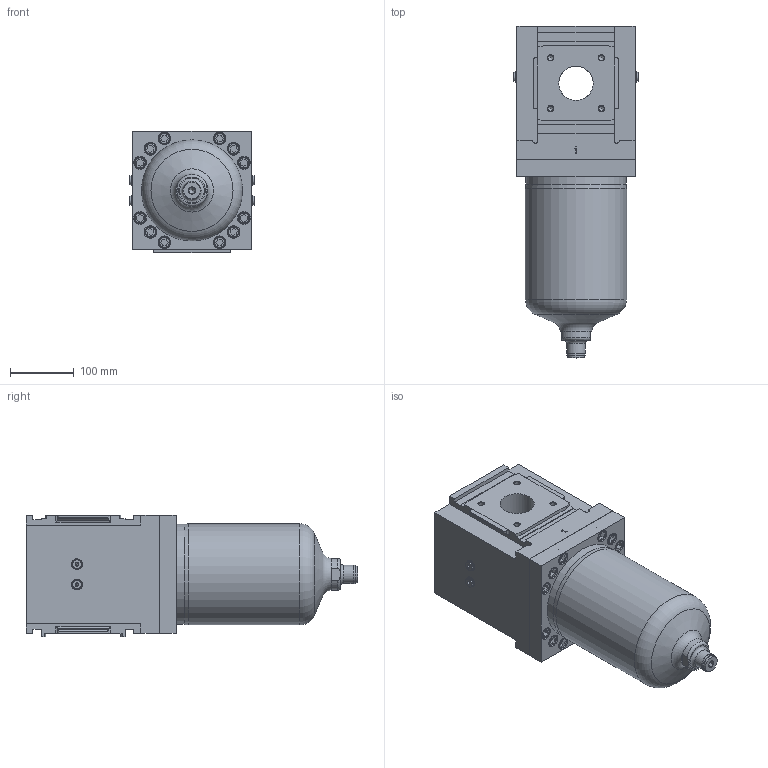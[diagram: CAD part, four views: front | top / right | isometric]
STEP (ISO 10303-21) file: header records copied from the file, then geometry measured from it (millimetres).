
FILE_DESCRIPTION(/* description */ ('STEP AP214'),/* implementation_level */ '2;1');
FILE_NAME(/* name */ '1624062_PFML-186-HP3-H-AST',/* time_stamp */ '2024-09-13T18:26:44+02:00',/* author */ ('License CC BY-ND 4.0'),/* organization */ ('CADENAS'),/* preprocessor_version */ 'ST-DEVELOPER v19.3',/* originating_system */ 'PARTsolutions',/* authorisation */ ' ');
FILE_SCHEMA (('AUTOMOTIVE_DESIGN {1 0 10303 214 3 1 1}'));
Length unit declared in the file: millimetre
Products named in the file (6): 1624062 PFML-186-HP3-H-AST; 1624062 PFML-186-HP3-H-AST - P1; 1763368 1763368; DIN-908 G1/2A; 1810662 1810662; DIN-908 G1/8A
Assembly tree (11 placements, depth 2):
  1624062 PFML-186-HP3-H-AST
    1624062 PFML-186-HP3-H-AST - P1
    1763368 1763368
    DIN-908 G1/2A
    1810662 1810662  x4
    DIN-908 G1/8A  x4
Bounding box: 195.6 x 522 x 191 mm (x, y, z)
Volume: 11377109.3 mm3; surface area: 454222.2 mm2
Topology: 11 solids, 11 shells, 540 faces, 1259 edges, 817 vertices
Faces by surface type: plane 301, cylinder 119, cone 104, torus 16
Full cylindrical faces by diameter (mm): 6.7 x4, 8.376 x16, 8.566 x4, 9.728 x4, 10.35 x4, 12.4 x1, 14 x4, 16 x4, 17 x4, 18 x12, 18.631 x1, 20 x12, 20.955 x1, 21.5 x1, 26 x1, 28.6 x1, 28.7 x1, 54 x2, 56.656 x1, 63 x1, 70 x1, 72.226 x1, 78 x1, 157.48 x1, 159 x1
Entity records: 12136 total; most frequent: CARTESIAN_POINT 2185, DIRECTION 2043, ORIENTED_EDGE 1754, EDGE_CURVE 877, AXIS2_PLACEMENT_3D 730, FACE_BOUND 677, VERTEX_POINT 668, EDGE_LOOP 655
